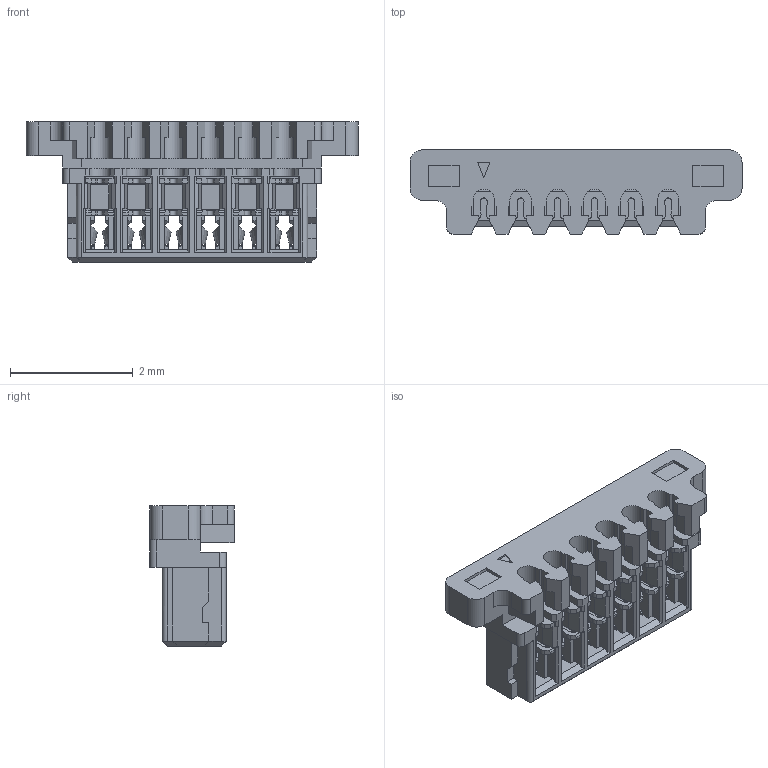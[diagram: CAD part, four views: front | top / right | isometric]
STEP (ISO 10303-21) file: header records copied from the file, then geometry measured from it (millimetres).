
FILE_DESCRIPTION(('CoCreate Modeling STEP Export'),'2;1');
FILE_NAME('WB0611H-06E.stp','2021-09-09T11:32:10',(''),(''),'CoCreate Modeling STEP processor for AP214 (Solid Model)','CoCreate Modeling 16.00 13-May-2008 (C) Parametric Technology GmbH','');
FILE_SCHEMA(('AUTOMOTIVE_DESIGN { 1 0 10303 214 1 1 1 1 }'));
Length unit declared in the file: millimetre
Products named in the file (2): WB0611H-06XXX-E
Assembly tree (1 placements, depth 2):
  WB0611H-06XXX-E
    WB0611H-06XXX-E
Bounding box: 5.4 x 1.37 x 2.28 mm (x, y, z)
Volume: 7.3 mm3; surface area: 74.5 mm2
Topology: 1 solids, 1 shells, 1063 faces, 3065 edges, 1974 vertices
Faces by surface type: plane 819, cylinder 196, bspline 48
Entity records: 34312 total; most frequent: CARTESIAN_POINT 6407, ORIENTED_EDGE 6130, DIRECTION 5133, EDGE_CURVE 3065, VECTOR 2539, LINE 2539, VERTEX_POINT 1974, AXIS2_PLACEMENT_3D 1297
